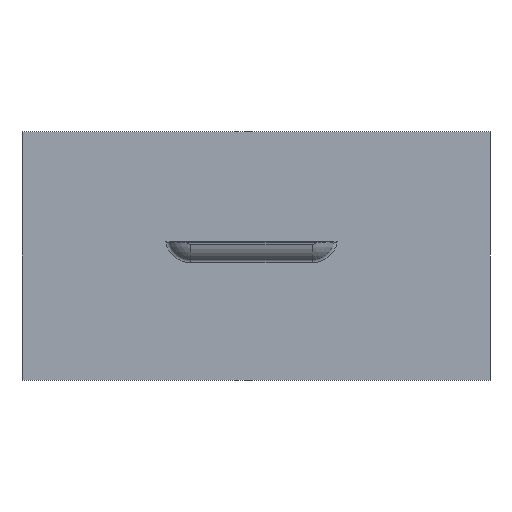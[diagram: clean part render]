
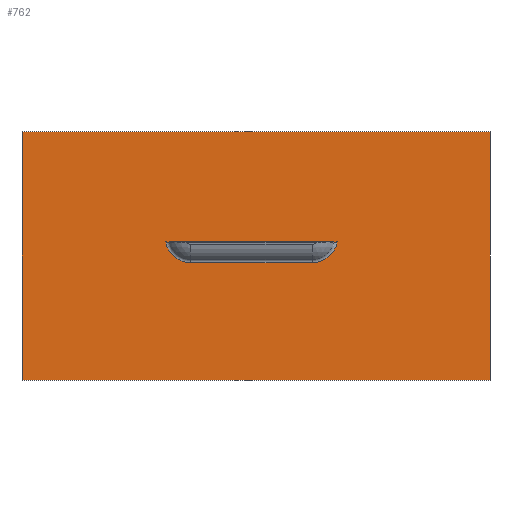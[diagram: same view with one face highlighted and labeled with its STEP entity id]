
A CAD part, front view. The second image highlights one B-rep face of the part: STEP entity #762.
In plain terms, the highlighted planar face has unit normal (0, -1, 0).
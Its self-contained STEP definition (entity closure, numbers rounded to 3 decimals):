
#3 = ORIENTED_EDGE ( 'NONE', *, *, #509, .F. ) ;
#17 = LINE ( 'NONE', #506, #399 ) ;
#57 = CARTESIAN_POINT ( 'NONE',  ( 517.354, 0., 475.141 ) ) ;
#73 = VECTOR ( 'NONE', #833, 1000. ) ;
#79 = CARTESIAN_POINT ( 'NONE',  ( 586.565, 0., 422.466 ) ) ;
#97 = ORIENTED_EDGE ( 'NONE', *, *, #570, .T. ) ;
#141 = VERTEX_POINT ( 'NONE', #398 ) ;
#145 = CARTESIAN_POINT ( 'NONE',  ( 741.468, 0., 356.353 ) ) ;
#151 = VERTEX_POINT ( 'NONE', #978 ) ;
#163 = CARTESIAN_POINT ( 'NONE',  ( 586.945, 0., 422.43 ) ) ;
#172 = DIRECTION ( 'NONE',  ( 0., 0., 1. ) ) ;
#186 = CARTESIAN_POINT ( 'NONE',  ( 517.354, 0., 475.141 ) ) ;
#187 = VERTEX_POINT ( 'NONE', #374 ) ;
#193 = CARTESIAN_POINT ( 'NONE',  ( 757.25, 0., 532.5 ) ) ;
#194 = CARTESIAN_POINT ( 'NONE',  ( 741.468, 0., 475.141 ) ) ;
#198 = EDGE_CURVE ( 'NONE', #397, #218, #418, .T. ) ;
#210 = CARTESIAN_POINT ( 'NONE',  ( 668.316, 0., 422.5 ) ) ;
#218 = VERTEX_POINT ( 'NONE', #1042 ) ;
#261 = VECTOR ( 'NONE', #310, 1000. ) ;
#264 = LINE ( 'NONE', #923, #73 ) ;
#275 = PLANE ( 'NONE',  #391 ) ;
#280 = VERTEX_POINT ( 'NONE', #57 ) ;
#289 = CARTESIAN_POINT ( 'NONE',  ( 668.316, 0., 422.5 ) ) ;
#290 = EDGE_CURVE ( 'NONE', #877, #151, #343, .T. ) ;
#291 = CARTESIAN_POINT ( 'NONE',  ( 666.791, 0., 422.424 ) ) ;
#307 = ORIENTED_EDGE ( 'NONE', *, *, #630, .T. ) ;
#310 = DIRECTION ( 'NONE',  ( -1., 0., 0. ) ) ;
#323 = CARTESIAN_POINT ( 'NONE',  ( 586.184, 0., 422.5 ) ) ;
#331 = ORIENTED_EDGE ( 'NONE', *, *, #747, .T. ) ;
#343 = CIRCLE ( 'NONE', #1043, 12.281 ) ;
#348 = DIRECTION ( 'NONE',  ( -1., 0., 0. ) ) ;
#358 = DIRECTION ( 'NONE',  ( 0., 0., 1. ) ) ;
#373 = CARTESIAN_POINT ( 'NONE',  ( 666.031, 0., 422.5 ) ) ;
#374 = CARTESIAN_POINT ( 'NONE',  ( 517.354, 0., 356.353 ) ) ;
#389 = CARTESIAN_POINT ( 'NONE',  ( 517.354, 0., 356.353 ) ) ;
#391 = AXIS2_PLACEMENT_3D ( 'NONE', #193, #996, #358 ) ;
#397 = VERTEX_POINT ( 'NONE', #289 ) ;
#398 = CARTESIAN_POINT ( 'NONE',  ( 666.031, 0., 422.5 ) ) ;
#399 = VECTOR ( 'NONE', #348, 1000. ) ;
#401 = VECTOR ( 'NONE', #755, 1000. ) ;
#405 = LINE ( 'NONE', #194, #907 ) ;
#418 = CIRCLE ( 'NONE', #482, 12.281 ) ;
#424 = CARTESIAN_POINT ( 'NONE',  ( 656.248, 0., 424.781 ) ) ;
#441 = CARTESIAN_POINT ( 'NONE',  ( 588.09, 0., 422.452 ) ) ;
#458 = EDGE_CURVE ( 'NONE', #280, #187, #264, .T. ) ;
#482 = AXIS2_PLACEMENT_3D ( 'NONE', #424, #748, #711 ) ;
#506 = CARTESIAN_POINT ( 'NONE',  ( 757.25, 0., 422.5 ) ) ;
#509 = EDGE_CURVE ( 'NONE', #749, #151, #801, .T. ) ;
#534 = VECTOR ( 'NONE', #557, 1000. ) ;
#541 = CARTESIAN_POINT ( 'NONE',  ( 598.252, 0., 412.5 ) ) ;
#557 = DIRECTION ( 'NONE',  ( 1., 0., 0. ) ) ;
#561 = EDGE_CURVE ( 'NONE', #218, #877, #653, .T. ) ;
#570 = EDGE_CURVE ( 'NONE', #187, #984, #1020, .T. ) ;
#592 = DIRECTION ( 'NONE',  ( 0., 1., 0. ) ) ;
#616 = LINE ( 'NONE', #186, #401 ) ;
#628 = ORIENTED_EDGE ( 'NONE', *, *, #730, .F. ) ;
#630 = EDGE_CURVE ( 'NONE', #984, #972, #405, .T. ) ;
#650 = CARTESIAN_POINT ( 'NONE',  ( 656.248, 0., 412.5 ) ) ;
#653 = LINE ( 'NONE', #650, #261 ) ;
#656 = ORIENTED_EDGE ( 'NONE', *, *, #850, .F. ) ;
#670 = CARTESIAN_POINT ( 'NONE',  ( 598.252, 0., 424.781 ) ) ;
#681 = DIRECTION ( 'NONE',  ( 0., 0., 1. ) ) ;
#698 = B_SPLINE_CURVE_WITH_KNOTS ( 'NONE', 3,
 ( #210, #704, #778, #291, #854, #373 ),
 .UNSPECIFIED., .F., .F.,
 ( 4, 2, 4 ),
 ( 0., 0.001, 0.002 ),
 .UNSPECIFIED. ) ;
#704 = CARTESIAN_POINT ( 'NONE',  ( 667.935, 0., 422.466 ) ) ;
#711 = DIRECTION ( 'NONE',  ( 0., 0., 1. ) ) ;
#717 = EDGE_LOOP ( 'NONE', ( #735, #97, #307, #331 ) ) ;
#718 = CARTESIAN_POINT ( 'NONE',  ( 741.468, 0., 475.141 ) ) ;
#730 = EDGE_CURVE ( 'NONE', #141, #749, #17, .T. ) ;
#735 = ORIENTED_EDGE ( 'NONE', *, *, #458, .T. ) ;
#741 = CARTESIAN_POINT ( 'NONE',  ( 588.469, 0., 422.5 ) ) ;
#747 = EDGE_CURVE ( 'NONE', #972, #280, #616, .T. ) ;
#748 = DIRECTION ( 'NONE',  ( 0., 1., 0. ) ) ;
#749 = VERTEX_POINT ( 'NONE', #821 ) ;
#755 = DIRECTION ( 'NONE',  ( -1., 0., 0. ) ) ;
#762 = ADVANCED_FACE ( 'NONE', ( #862, #916 ), #275, .F. ) ;
#778 = CARTESIAN_POINT ( 'NONE',  ( 667.555, 0., 422.43 ) ) ;
#801 = B_SPLINE_CURVE_WITH_KNOTS ( 'NONE', 3,
 ( #741, #441, #969, #163, #79, #323 ),
 .UNSPECIFIED., .F., .F.,
 ( 4, 2, 4 ),
 ( 0., 0.001, 0.002 ),
 .UNSPECIFIED. ) ;
#818 = EDGE_LOOP ( 'NONE', ( #3, #628, #656, #845, #910, #1023 ) ) ;
#821 = CARTESIAN_POINT ( 'NONE',  ( 588.469, 0., 422.5 ) ) ;
#833 = DIRECTION ( 'NONE',  ( 0., 0., -1. ) ) ;
#845 = ORIENTED_EDGE ( 'NONE', *, *, #198, .T. ) ;
#850 = EDGE_CURVE ( 'NONE', #397, #141, #698, .T. ) ;
#854 = CARTESIAN_POINT ( 'NONE',  ( 666.41, 0., 422.452 ) ) ;
#862 = FACE_BOUND ( 'NONE', #818, .T. ) ;
#877 = VERTEX_POINT ( 'NONE', #541 ) ;
#907 = VECTOR ( 'NONE', #681, 1000. ) ;
#910 = ORIENTED_EDGE ( 'NONE', *, *, #561, .T. ) ;
#916 = FACE_OUTER_BOUND ( 'NONE', #717, .T. ) ;
#923 = CARTESIAN_POINT ( 'NONE',  ( 517.354, 0., 475.141 ) ) ;
#969 = CARTESIAN_POINT ( 'NONE',  ( 587.709, 0., 422.424 ) ) ;
#972 = VERTEX_POINT ( 'NONE', #718 ) ;
#978 = CARTESIAN_POINT ( 'NONE',  ( 586.184, 0., 422.5 ) ) ;
#984 = VERTEX_POINT ( 'NONE', #145 ) ;
#996 = DIRECTION ( 'NONE',  ( 0., 1., 0. ) ) ;
#1020 = LINE ( 'NONE', #389, #534 ) ;
#1023 = ORIENTED_EDGE ( 'NONE', *, *, #290, .T. ) ;
#1042 = CARTESIAN_POINT ( 'NONE',  ( 656.248, 0., 412.5 ) ) ;
#1043 = AXIS2_PLACEMENT_3D ( 'NONE', #670, #592, #172 ) ;
